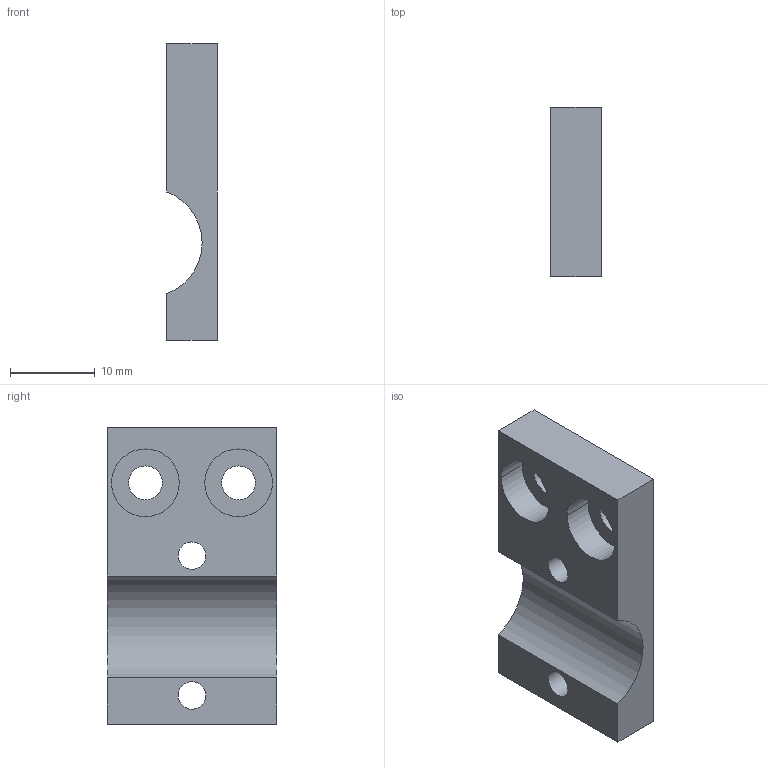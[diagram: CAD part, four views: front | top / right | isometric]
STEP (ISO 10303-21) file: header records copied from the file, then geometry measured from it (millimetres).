
FILE_DESCRIPTION(('CATIA V5 STEP Exchange'),'2;1');
FILE_NAME('Support capteur RPM.stp','2023-03-11T15:52:08+00:00',('none'),('none'),'CATIA Version 5 Release 20 GA (IN-10)','CATIA V5 STEP AP203','none');
FILE_SCHEMA(('CONFIG_CONTROL_DESIGN'));
Length unit declared in the file: millimetre
Products named in the file (1): Part1
Bounding box: 6 x 20 x 35 mm (x, y, z)
Volume: 2952.4 mm3; surface area: 2336.3 mm2
Topology: 1 solids, 1 shells, 22 faces, 54 edges, 36 vertices
Faces by surface type: cylinder 13, plane 9
Entity records: 656 total; most frequent: ORIENTED_EDGE 108, CARTESIAN_POINT 105, DIRECTION 82, EDGE_CURVE 54, AXIS2_PLACEMENT_3D 41, VERTEX_POINT 36, EDGE_LOOP 32, VECTOR 28
